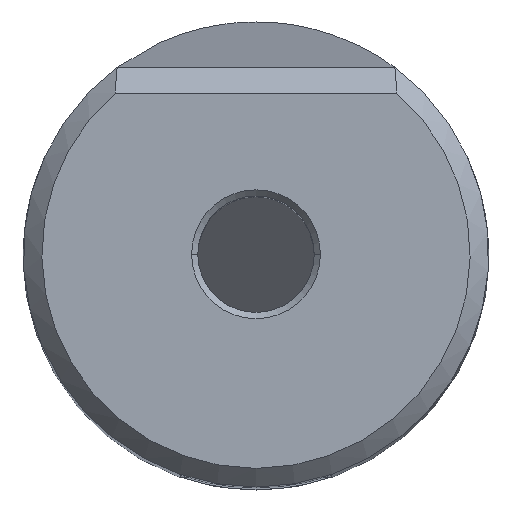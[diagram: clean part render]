
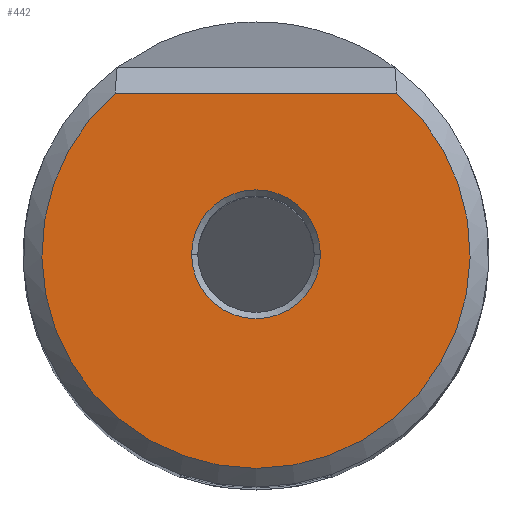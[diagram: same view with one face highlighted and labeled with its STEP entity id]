
A CAD part, top view. The second image highlights one B-rep face of the part: STEP entity #442.
In plain terms, the highlighted planar face has unit normal (0, 0, 1).
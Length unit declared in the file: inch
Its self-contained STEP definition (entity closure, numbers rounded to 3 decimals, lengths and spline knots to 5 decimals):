
#9 = EDGE_CURVE ( 'NONE', #181, #588, #110, .T. ) ;
#21 = AXIS2_PLACEMENT_3D ( 'NONE', #352, #560, #770 ) ;
#52 = EDGE_LOOP ( 'NONE', ( #417, #81 ) ) ;
#53 = VERTEX_POINT ( 'NONE', #552 ) ;
#81 = ORIENTED_EDGE ( 'NONE', *, *, #131, .T. ) ;
#86 = CARTESIAN_POINT ( 'NONE',  ( -0.10375, 0., 0. ) ) ;
#105 = ORIENTED_EDGE ( 'NONE', *, *, #779, .T. ) ;
#110 = CIRCLE ( 'NONE', #21, 0.345 ) ;
#120 = FACE_BOUND ( 'NONE', #173, .T. ) ;
#123 = AXIS2_PLACEMENT_3D ( 'NONE', #578, #531, #711 ) ;
#131 = EDGE_CURVE ( 'NONE', #588, #181, #198, .T. ) ;
#173 = EDGE_LOOP ( 'NONE', ( #105, #541 ) ) ;
#181 = VERTEX_POINT ( 'NONE', #204 ) ;
#190 = CIRCLE ( 'NONE', #123, 0.10375 ) ;
#192 = CIRCLE ( 'NONE', #778, 0.10375 ) ;
#198 = LINE ( 'NONE', #446, #615 ) ;
#204 = CARTESIAN_POINT ( 'NONE',  ( -0.22709, 0.25972, 0. ) ) ;
#252 = PLANE ( 'NONE',  #438 ) ;
#297 = DIRECTION ( 'NONE',  ( 0., -1., 0. ) ) ;
#316 = EDGE_CURVE ( 'NONE', #353, #53, #190, .T. ) ;
#352 = CARTESIAN_POINT ( 'NONE',  ( 0., 0., 0. ) ) ;
#353 = VERTEX_POINT ( 'NONE', #86 ) ;
#374 = CARTESIAN_POINT ( 'NONE',  ( 0., 0., 0. ) ) ;
#417 = ORIENTED_EDGE ( 'NONE', *, *, #9, .T. ) ;
#438 = AXIS2_PLACEMENT_3D ( 'NONE', #374, #503, #516 ) ;
#442 = ADVANCED_FACE ( 'NONE', ( #120, #791 ), #252, .T. ) ;
#446 = CARTESIAN_POINT ( 'NONE',  ( 0., 0.25972, 0. ) ) ;
#503 = DIRECTION ( 'NONE',  ( 0., 0., 1. ) ) ;
#516 = DIRECTION ( 'NONE',  ( 0., -1., 0. ) ) ;
#531 = DIRECTION ( 'NONE',  ( 0., 0., -1. ) ) ;
#541 = ORIENTED_EDGE ( 'NONE', *, *, #316, .T. ) ;
#548 = DIRECTION ( 'NONE',  ( 0., 0., -1. ) ) ;
#552 = CARTESIAN_POINT ( 'NONE',  ( 0.10375, 0., 0. ) ) ;
#560 = DIRECTION ( 'NONE',  ( 0., 0., 1. ) ) ;
#578 = CARTESIAN_POINT ( 'NONE',  ( 0., 0., 0. ) ) ;
#588 = VERTEX_POINT ( 'NONE', #635 ) ;
#615 = VECTOR ( 'NONE', #639, 39.37008 ) ;
#635 = CARTESIAN_POINT ( 'NONE',  ( 0.22709, 0.25972, 0. ) ) ;
#639 = DIRECTION ( 'NONE',  ( -1., 0., 0. ) ) ;
#663 = CARTESIAN_POINT ( 'NONE',  ( 0., 0., 0. ) ) ;
#711 = DIRECTION ( 'NONE',  ( 0., -1., 0. ) ) ;
#770 = DIRECTION ( 'NONE',  ( 0., -1., 0. ) ) ;
#778 = AXIS2_PLACEMENT_3D ( 'NONE', #663, #548, #297 ) ;
#779 = EDGE_CURVE ( 'NONE', #53, #353, #192, .T. ) ;
#791 = FACE_OUTER_BOUND ( 'NONE', #52, .T. ) ;
